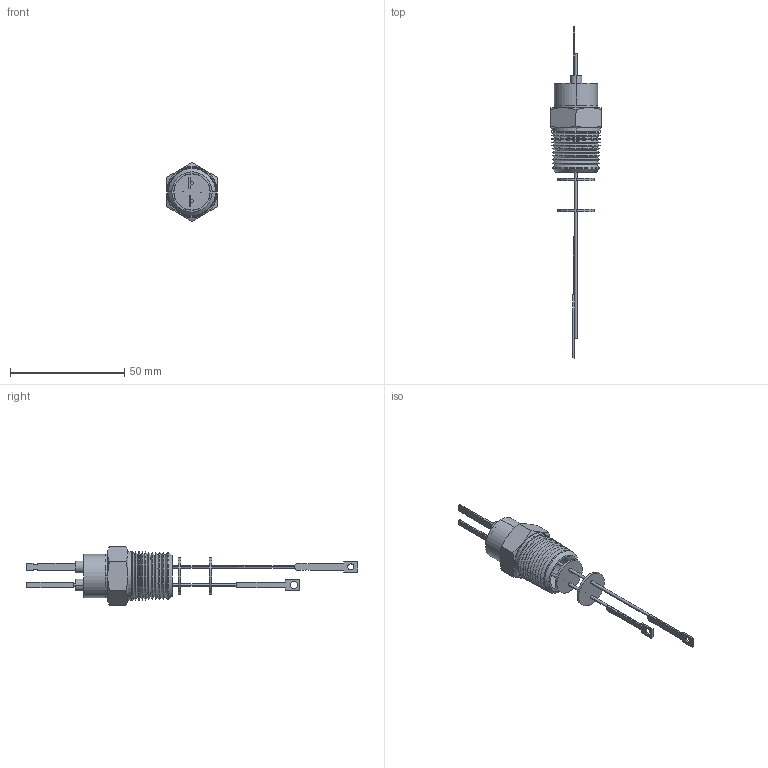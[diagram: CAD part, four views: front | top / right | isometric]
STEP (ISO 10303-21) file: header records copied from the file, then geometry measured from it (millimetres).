
FILE_DESCRIPTION (( 'STEP AP203' ), '1' );
FILE_NAME ('A0393-1-NPT.STEP', '2011-11-17T16:46:14', ( '' ), ( '' ), 'SwSTEP 2.0', 'SolidWorks 2011', '' );
FILE_SCHEMA (( 'CONFIG_CONTROL_DESIGN' ));
Length unit declared in the file: inch
Products named in the file (1): A0393-1-NPT
Bounding box: 22.23 x 145.16 x 25.66 mm (x, y, z)
Volume: 6425.5 mm3; surface area: 9351.5 mm2
Topology: 1 solids, 3 shells, 225 faces, 543 edges, 347 vertices
Faces by surface type: cylinder 80, plane 71, cone 70, bspline 4
Entity records: 6858 total; most frequent: CARTESIAN_POINT 1308, DIRECTION 1229, ORIENTED_EDGE 1086, EDGE_CURVE 543, AXIS2_PLACEMENT_3D 492, VERTEX_POINT 347, CIRCLE 270, EDGE_LOOP 268
